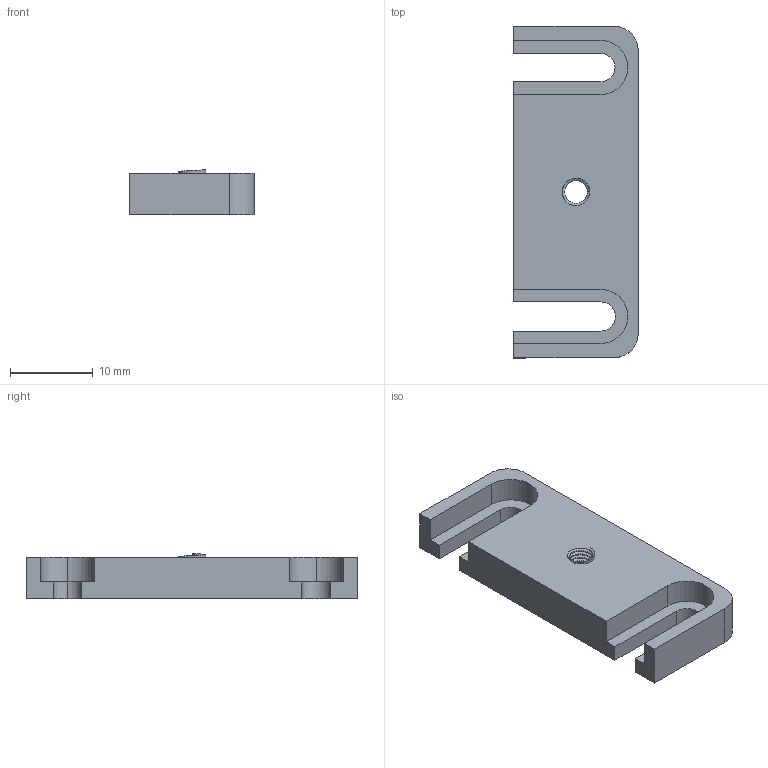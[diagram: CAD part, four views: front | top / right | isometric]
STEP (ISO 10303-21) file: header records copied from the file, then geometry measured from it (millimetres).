
FILE_DESCRIPTION (( 'STEP AP203' ), '1' );
FILE_NAME ('J5 Idler Tension Block.STEP', '2020-07-20T13:22:38', ( '' ), ( '' ), 'SwSTEP 2.0', 'SolidWorks 2019', '' );
FILE_SCHEMA (( 'CONFIG_CONTROL_DESIGN' ));
Length unit declared in the file: millimetre
Products named in the file (1): J5 Idler Tension Block
Bounding box: 15 x 40 x 5.44 mm (x, y, z)
Volume: 2272.7 mm3; surface area: 1869.7 mm2
Topology: 1 solids, 1 shells, 54 faces, 149 edges, 97 vertices
Faces by surface type: cylinder 31, plane 20, bspline 3
Entity records: 2847 total; most frequent: CARTESIAN_POINT 1506, ORIENTED_EDGE 298, DIRECTION 233, EDGE_CURVE 149, VERTEX_POINT 97, VECTOR 85, LINE 85, AXIS2_PLACEMENT_3D 74
